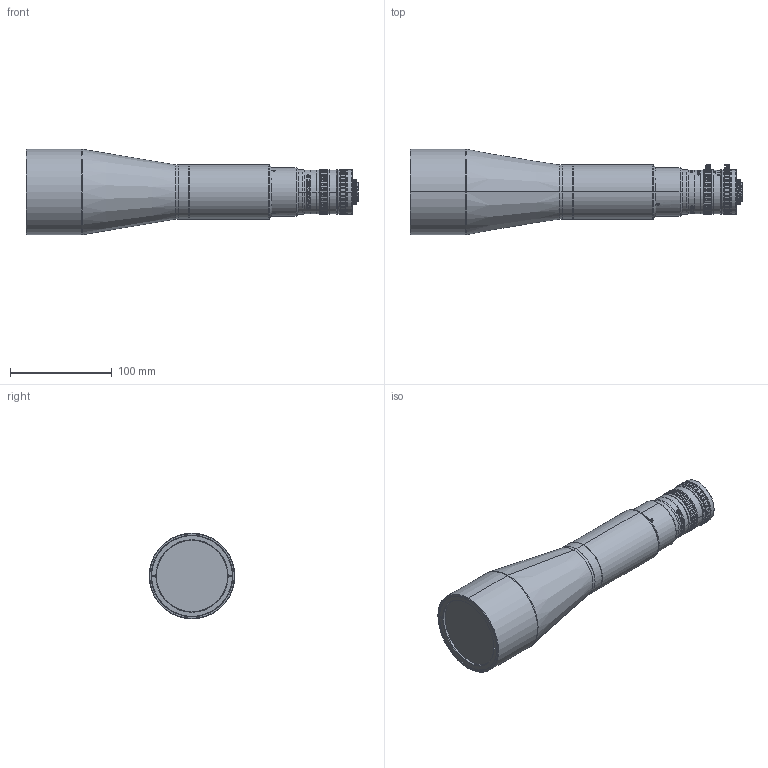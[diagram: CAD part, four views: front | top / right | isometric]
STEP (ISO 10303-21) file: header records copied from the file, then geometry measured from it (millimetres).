
FILE_DESCRIPTION (( 'STEP AP203' ), '1' );
FILE_NAME ('DP33014-A_HCSI013.step', '2023-08-21T14:44:02', ( '' ), ( '' ), 'SwSTEP 2.0', 'SolidWorks 2021', '' );
FILE_SCHEMA (( 'CONFIG_CONTROL_DESIGN' ));
Length unit declared in the file: millimetre
Products named in the file (1): DP33014-A_HCSI013
Bounding box: 325.74 x 84 x 84 mm (x, y, z)
Surface area: 74682.4 mm2 (no closed solid volume)
Topology: 0 solids, 54 shells, 559 faces, 3306 edges, 2787 vertices
Faces by surface type: cylinder 364, plane 106, cone 55, bspline 28, torus 4, sphere 2
Entity records: 41477 total; most frequent: CARTESIAN_POINT 18968, ORIENTED_EDGE 4458, DIRECTION 3706, EDGE_CURVE 3306, VERTEX_POINT 2787, B_SPLINE_CURVE_WITH_KNOTS 1490, AXIS2_PLACEMENT_3D 1358, VECTOR 990
